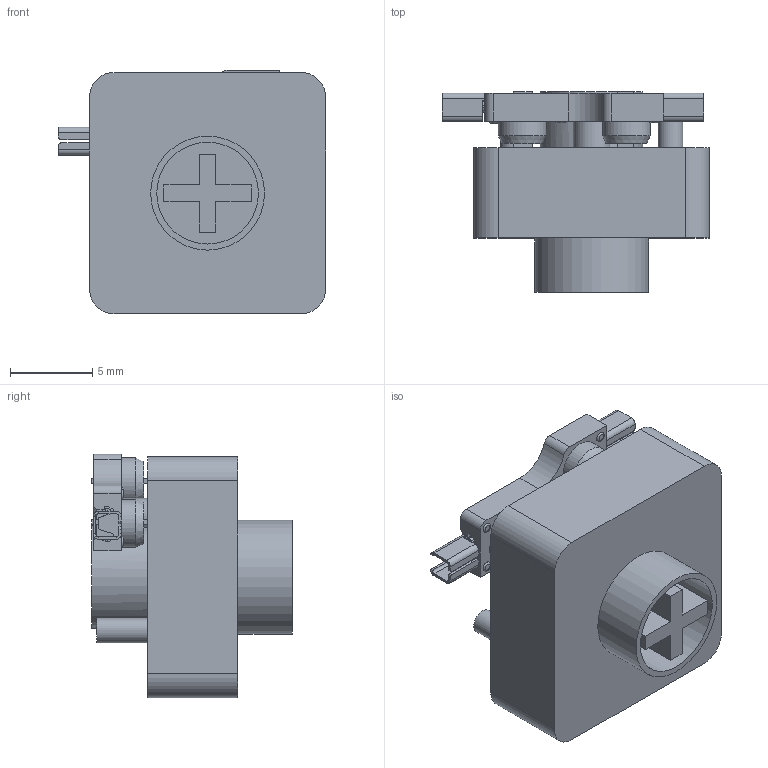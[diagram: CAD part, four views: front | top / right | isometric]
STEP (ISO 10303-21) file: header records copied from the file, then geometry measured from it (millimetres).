
FILE_DESCRIPTION(/* description */ (''),/* implementation_level */ '2;1');
FILE_NAME(/* name */ 'TTC_mini.step',/* time_stamp */ '2024-07-28T23:13:42+08:00',/* author */ (''),/* organization */ (''),/* preprocessor_version */ 'ST-DEVELOPER v20',/* originating_system */ 'Autodesk Translation Framework v13.14.0.145',/* authorisation */ '');
FILE_SCHEMA (('AUTOMOTIVE_DESIGN { 1 0 10303 214 3 1 1 }'));
Length unit declared in the file: millimetre
Products named in the file (1): TTC_矮轴
Bounding box: 16.27 x 12.2 x 14.85 mm (x, y, z)
Volume: 1399.8 mm3; surface area: 1365.1 mm2
Topology: 4 solids, 4 shells, 449 faces, 1025 edges, 596 vertices
Faces by surface type: plane 339, cylinder 96, cone 10, torus 4
Full cylindrical faces by diameter (mm): 1.505 x2, 2.9 x2, 6.2 x1, 6.25 x1, 6.94 x1
Entity records: 12410 total; most frequent: CARTESIAN_POINT 2159, DIRECTION 2125, ORIENTED_EDGE 2050, EDGE_CURVE 1025, LINE 809, VECTOR 809, AXIS2_PLACEMENT_3D 658, VERTEX_POINT 596
